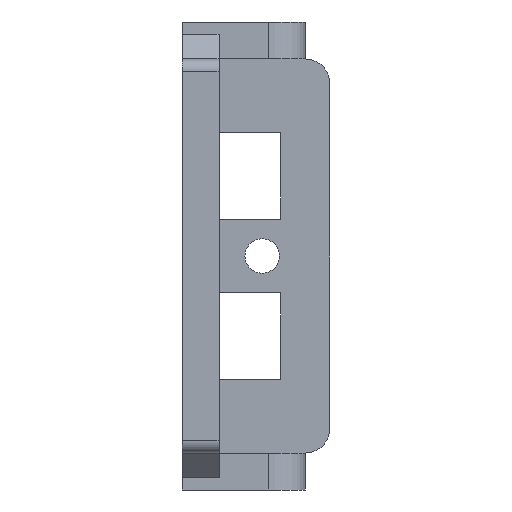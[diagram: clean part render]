
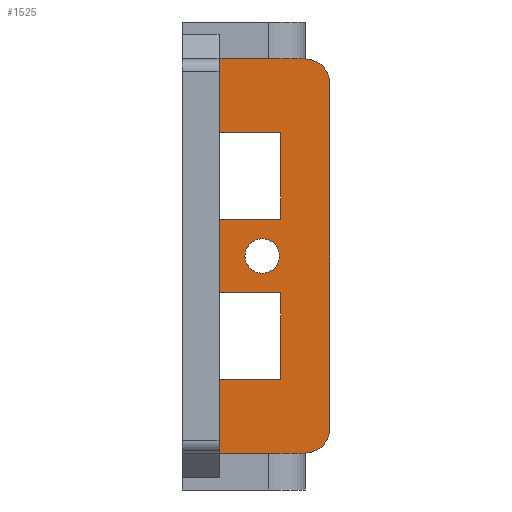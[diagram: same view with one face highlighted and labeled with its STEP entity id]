
A CAD part, left-side view. The second image highlights one B-rep face of the part: STEP entity #1525.
In plain terms, the highlighted planar face has unit normal (-1, 0, 0).
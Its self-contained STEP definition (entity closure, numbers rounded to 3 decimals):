
#71 = DIRECTION ( 'NONE',  ( 0., 1., 0. ) ) ;
#131 = VERTEX_POINT ( 'NONE', #1282 ) ;
#144 = CARTESIAN_POINT ( 'NONE',  ( 56.5, -5., -3. ) ) ;
#183 = LINE ( 'NONE', #2313, #439 ) ;
#200 = DIRECTION ( 'NONE',  ( 0., 0., -1. ) ) ;
#219 = DIRECTION ( 'NONE',  ( 0., 0., -1. ) ) ;
#268 = DIRECTION ( 'NONE',  ( 0., 0., -1. ) ) ;
#271 = VERTEX_POINT ( 'NONE', #1122 ) ;
#283 = DIRECTION ( 'NONE',  ( 0., 0., -1. ) ) ;
#299 = CARTESIAN_POINT ( 'NONE',  ( 56.5, 0., -3. ) ) ;
#311 = LINE ( 'NONE', #1366, #1897 ) ;
#315 = ORIENTED_EDGE ( 'NONE', *, *, #1608, .T. ) ;
#332 = VECTOR ( 'NONE', #2496, 1000. ) ;
#353 = DIRECTION ( 'NONE',  ( 0., 0., -1. ) ) ;
#425 = CARTESIAN_POINT ( 'NONE',  ( 56.5, -5., -10. ) ) ;
#439 = VECTOR ( 'NONE', #200, 1000. ) ;
#452 = ORIENTED_EDGE ( 'NONE', *, *, #657, .T. ) ;
#495 = ORIENTED_EDGE ( 'NONE', *, *, #2189, .T. ) ;
#503 = CARTESIAN_POINT ( 'NONE',  ( 56.5, -9., 14. ) ) ;
#565 = DIRECTION ( 'NONE',  ( 1., 0., 0. ) ) ;
#577 = PLANE ( 'NONE',  #3487 ) ;
#655 = VERTEX_POINT ( 'NONE', #299 ) ;
#657 = EDGE_CURVE ( 'NONE', #271, #1226, #311, .T. ) ;
#682 = CARTESIAN_POINT ( 'NONE',  ( 56.5, 0., -16. ) ) ;
#699 = CARTESIAN_POINT ( 'NONE',  ( 56.5, -7., 14. ) ) ;
#718 = DIRECTION ( 'NONE',  ( -1., 0., 0. ) ) ;
#723 = VECTOR ( 'NONE', #1853, 1000. ) ;
#726 = VECTOR ( 'NONE', #1202, 1000. ) ;
#728 = CARTESIAN_POINT ( 'NONE',  ( 56.5, 0., 10. ) ) ;
#793 = VERTEX_POINT ( 'NONE', #3051 ) ;
#828 = CIRCLE ( 'NONE', #2407, 2. ) ;
#840 = ORIENTED_EDGE ( 'NONE', *, *, #3012, .T. ) ;
#874 = AXIS2_PLACEMENT_3D ( 'NONE', #1620, #2686, #268 ) ;
#896 = CARTESIAN_POINT ( 'NONE',  ( 56.5, -7., -16. ) ) ;
#982 = VERTEX_POINT ( 'NONE', #503 ) ;
#1032 = CARTESIAN_POINT ( 'NONE',  ( 56.5, 0., 3. ) ) ;
#1078 = ORIENTED_EDGE ( 'NONE', *, *, #3274, .T. ) ;
#1082 = EDGE_CURVE ( 'NONE', #982, #131, #2474, .T. ) ;
#1122 = CARTESIAN_POINT ( 'NONE',  ( 56.5, -7., 16. ) ) ;
#1128 = VERTEX_POINT ( 'NONE', #2732 ) ;
#1155 = ORIENTED_EDGE ( 'NONE', *, *, #1745, .T. ) ;
#1165 = VERTEX_POINT ( 'NONE', #3491 ) ;
#1202 = DIRECTION ( 'NONE',  ( 0., -1., 0. ) ) ;
#1226 = VERTEX_POINT ( 'NONE', #3360 ) ;
#1253 = CARTESIAN_POINT ( 'NONE',  ( 56.5, -3.5, 0. ) ) ;
#1279 = CIRCLE ( 'NONE', #2069, 2. ) ;
#1282 = CARTESIAN_POINT ( 'NONE',  ( 56.5, -9., -14. ) ) ;
#1366 = CARTESIAN_POINT ( 'NONE',  ( 56.5, 0., 16. ) ) ;
#1387 = CARTESIAN_POINT ( 'NONE',  ( 56.5, 0., 27.402 ) ) ;
#1403 = VECTOR ( 'NONE', #353, 1000. ) ;
#1429 = DIRECTION ( 'NONE',  ( 0., 1., 0. ) ) ;
#1450 = VERTEX_POINT ( 'NONE', #1604 ) ;
#1487 = ORIENTED_EDGE ( 'NONE', *, *, #2330, .T. ) ;
#1506 = DIRECTION ( 'NONE',  ( 0., 0., -1. ) ) ;
#1522 = VERTEX_POINT ( 'NONE', #2393 ) ;
#1525 = ADVANCED_FACE ( 'NONE', ( #1903, #3482 ), #577, .F. ) ;
#1604 = CARTESIAN_POINT ( 'NONE',  ( 56.5, -5., 3. ) ) ;
#1608 = EDGE_CURVE ( 'NONE', #1165, #2726, #2277, .T. ) ;
#1619 = EDGE_CURVE ( 'NONE', #2922, #2803, #1947, .T. ) ;
#1620 = CARTESIAN_POINT ( 'NONE',  ( 56.5, -3.5, 0. ) ) ;
#1641 = DIRECTION ( 'NONE',  ( 0., 0., -1. ) ) ;
#1649 = DIRECTION ( 'NONE',  ( -1., 0., 0. ) ) ;
#1706 = EDGE_CURVE ( 'NONE', #3289, #1450, #183, .T. ) ;
#1743 = LINE ( 'NONE', #2821, #1403 ) ;
#1745 = EDGE_CURVE ( 'NONE', #982, #271, #1279, .T. ) ;
#1821 = EDGE_CURVE ( 'NONE', #793, #1128, #2925, .T. ) ;
#1848 = ORIENTED_EDGE ( 'NONE', *, *, #1619, .T. ) ;
#1853 = DIRECTION ( 'NONE',  ( 0., -1., 0. ) ) ;
#1863 = CARTESIAN_POINT ( 'NONE',  ( 56.5, -7., -14. ) ) ;
#1897 = VECTOR ( 'NONE', #71, 1000. ) ;
#1903 = FACE_BOUND ( 'NONE', #2854, .T. ) ;
#1947 = LINE ( 'NONE', #2350, #2344 ) ;
#1996 = LINE ( 'NONE', #3309, #332 ) ;
#2069 = AXIS2_PLACEMENT_3D ( 'NONE', #699, #718, #3390 ) ;
#2086 = DIRECTION ( 'NONE',  ( 0., 0., -1. ) ) ;
#2189 = EDGE_CURVE ( 'NONE', #2726, #131, #828, .T. ) ;
#2199 = DIRECTION ( 'NONE',  ( 0., 0., -1. ) ) ;
#2200 = VERTEX_POINT ( 'NONE', #1032 ) ;
#2209 = DIRECTION ( 'NONE',  ( 0., -1., 0. ) ) ;
#2254 = DIRECTION ( 'NONE',  ( 0., 1., 0. ) ) ;
#2277 = LINE ( 'NONE', #682, #2575 ) ;
#2280 = LINE ( 'NONE', #3127, #723 ) ;
#2293 = EDGE_CURVE ( 'NONE', #1522, #1165, #1996, .T. ) ;
#2313 = CARTESIAN_POINT ( 'NONE',  ( 56.5, -5., 27.402 ) ) ;
#2330 = EDGE_CURVE ( 'NONE', #2803, #1522, #2813, .T. ) ;
#2335 = ORIENTED_EDGE ( 'NONE', *, *, #3486, .T. ) ;
#2344 = VECTOR ( 'NONE', #219, 1000. ) ;
#2350 = CARTESIAN_POINT ( 'NONE',  ( 56.5, -5., 27.402 ) ) ;
#2393 = CARTESIAN_POINT ( 'NONE',  ( 56.5, 0., -10. ) ) ;
#2407 = AXIS2_PLACEMENT_3D ( 'NONE', #1863, #1649, #283 ) ;
#2474 = LINE ( 'NONE', #3023, #3370 ) ;
#2496 = DIRECTION ( 'NONE',  ( 0., 0., -1. ) ) ;
#2498 = CARTESIAN_POINT ( 'NONE',  ( 56.5, 0., 10. ) ) ;
#2539 = EDGE_CURVE ( 'NONE', #1128, #793, #3153, .T. ) ;
#2565 = LINE ( 'NONE', #2832, #3048 ) ;
#2575 = VECTOR ( 'NONE', #2209, 1000. ) ;
#2590 = ORIENTED_EDGE ( 'NONE', *, *, #1706, .T. ) ;
#2595 = VERTEX_POINT ( 'NONE', #728 ) ;
#2686 = DIRECTION ( 'NONE',  ( 1., 0., 0. ) ) ;
#2697 = EDGE_CURVE ( 'NONE', #1450, #2200, #2753, .T. ) ;
#2726 = VERTEX_POINT ( 'NONE', #896 ) ;
#2732 = CARTESIAN_POINT ( 'NONE',  ( 56.5, -3.5, 1.4 ) ) ;
#2738 = LINE ( 'NONE', #2498, #726 ) ;
#2751 = AXIS2_PLACEMENT_3D ( 'NONE', #1253, #3362, #2086 ) ;
#2753 = LINE ( 'NONE', #3045, #3378 ) ;
#2803 = VERTEX_POINT ( 'NONE', #425 ) ;
#2813 = LINE ( 'NONE', #3275, #3492 ) ;
#2821 = CARTESIAN_POINT ( 'NONE',  ( 56.5, 0., 27.402 ) ) ;
#2832 = CARTESIAN_POINT ( 'NONE',  ( 56.5, 0., 27.402 ) ) ;
#2840 = ORIENTED_EDGE ( 'NONE', *, *, #2539, .T. ) ;
#2852 = EDGE_CURVE ( 'NONE', #655, #2922, #2280, .T. ) ;
#2854 = EDGE_LOOP ( 'NONE', ( #3389, #2840 ) ) ;
#2877 = ORIENTED_EDGE ( 'NONE', *, *, #2697, .T. ) ;
#2922 = VERTEX_POINT ( 'NONE', #144 ) ;
#2925 = CIRCLE ( 'NONE', #874, 1.4 ) ;
#2949 = EDGE_LOOP ( 'NONE', ( #3005, #1155, #452, #2335, #1078, #2590, #2877, #840, #3024, #1848, #1487, #3035, #315, #495 ) ) ;
#3005 = ORIENTED_EDGE ( 'NONE', *, *, #1082, .F. ) ;
#3012 = EDGE_CURVE ( 'NONE', #2200, #655, #1743, .T. ) ;
#3023 = CARTESIAN_POINT ( 'NONE',  ( 56.5, -9., -16. ) ) ;
#3024 = ORIENTED_EDGE ( 'NONE', *, *, #2852, .T. ) ;
#3035 = ORIENTED_EDGE ( 'NONE', *, *, #2293, .T. ) ;
#3045 = CARTESIAN_POINT ( 'NONE',  ( 56.5, 0., 3. ) ) ;
#3048 = VECTOR ( 'NONE', #1506, 1000. ) ;
#3051 = CARTESIAN_POINT ( 'NONE',  ( 56.5, -3.5, -1.4 ) ) ;
#3127 = CARTESIAN_POINT ( 'NONE',  ( 56.5, 0., -3. ) ) ;
#3153 = CIRCLE ( 'NONE', #2751, 1.4 ) ;
#3274 = EDGE_CURVE ( 'NONE', #2595, #3289, #2738, .T. ) ;
#3275 = CARTESIAN_POINT ( 'NONE',  ( 56.5, 0., -10. ) ) ;
#3289 = VERTEX_POINT ( 'NONE', #3311 ) ;
#3309 = CARTESIAN_POINT ( 'NONE',  ( 56.5, 0., 27.402 ) ) ;
#3311 = CARTESIAN_POINT ( 'NONE',  ( 56.5, -5., 10. ) ) ;
#3360 = CARTESIAN_POINT ( 'NONE',  ( 56.5, 0., 16. ) ) ;
#3362 = DIRECTION ( 'NONE',  ( 1., 0., 0. ) ) ;
#3370 = VECTOR ( 'NONE', #2199, 1000. ) ;
#3378 = VECTOR ( 'NONE', #1429, 1000. ) ;
#3389 = ORIENTED_EDGE ( 'NONE', *, *, #1821, .T. ) ;
#3390 = DIRECTION ( 'NONE',  ( 0., 0., -1. ) ) ;
#3482 = FACE_OUTER_BOUND ( 'NONE', #2949, .T. ) ;
#3486 = EDGE_CURVE ( 'NONE', #1226, #2595, #2565, .T. ) ;
#3487 = AXIS2_PLACEMENT_3D ( 'NONE', #1387, #565, #1641 ) ;
#3491 = CARTESIAN_POINT ( 'NONE',  ( 56.5, 0., -16. ) ) ;
#3492 = VECTOR ( 'NONE', #2254, 1000. ) ;
